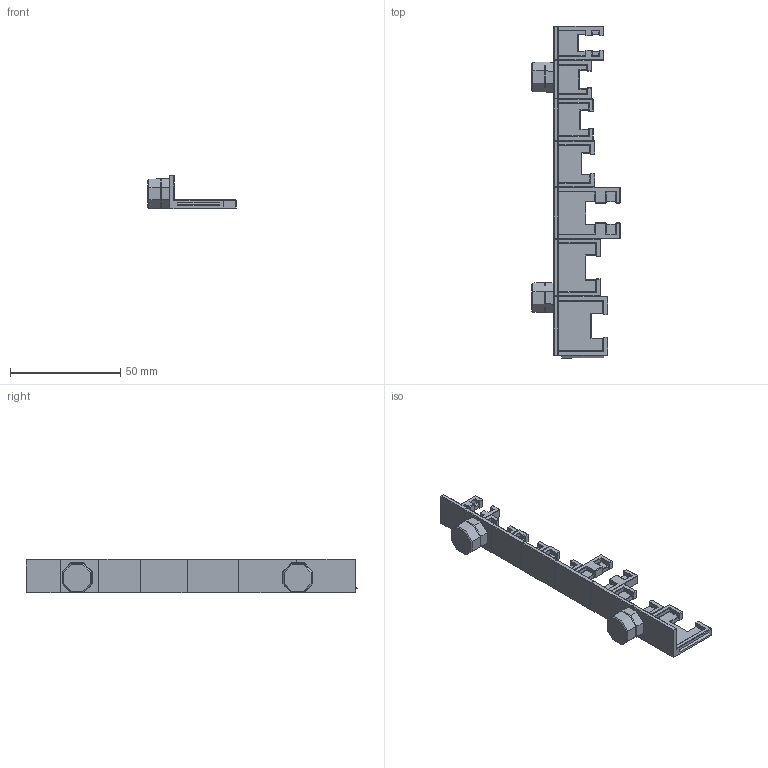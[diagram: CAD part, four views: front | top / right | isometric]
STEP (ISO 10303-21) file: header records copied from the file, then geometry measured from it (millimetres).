
FILE_DESCRIPTION(/* description */ (''),/* implementation_level */ '2;1');
FILE_NAME(/* name */ 'Spanner Hanger R3.step',/* time_stamp */ '2025-12-28T11:13:00+02:00',/* author */ (''),/* organization */ (''),/* preprocessor_version */ 'ST-DEVELOPER v20.1',/* originating_system */ 'Autodesk Translation Framework v14.21.0.0',/* authorisation */ '');
FILE_SCHEMA (('AUTOMOTIVE_DESIGN { 1 0 10303 214 3 1 1 }'));
Length unit declared in the file: millimetre
Products named in the file (1): Spanner  Hanger R3
Bounding box: 40 x 150.5 x 15 mm (x, y, z)
Volume: 13847.7 mm3; surface area: 13847.9 mm2
Topology: 9 solids, 9 shells, 888 faces, 1868 edges, 999 vertices
Faces by surface type: plane 888
Entity records: 22245 total; most frequent: CARTESIAN_POINT 3756, ORIENTED_EDGE 3736, DIRECTION 3646, LINE 1868, VECTOR 1868, EDGE_CURVE 1868, VERTEX_POINT 999, EDGE_LOOP 889
